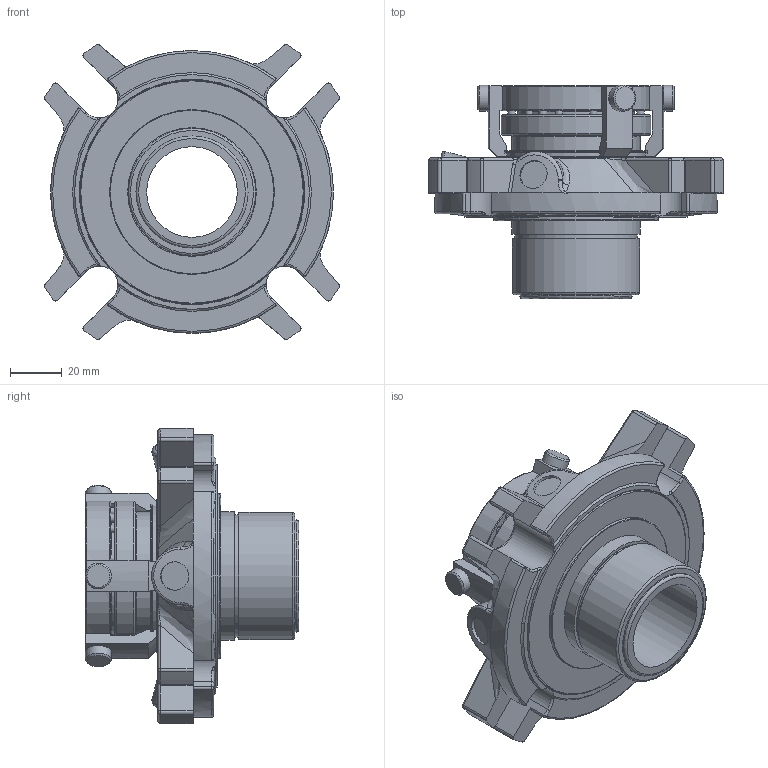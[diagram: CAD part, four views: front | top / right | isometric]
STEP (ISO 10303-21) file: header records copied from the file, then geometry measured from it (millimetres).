
FILE_DESCRIPTION(/* description */ ('Unknown'),/* implementation_level */ '2;1');
FILE_NAME(/* name */ '1.375 CDPN A+',/* time_stamp */ '2023-04-17T16:54:59-04:00',/* author */ ('Unknown'),/* organization */ ('Unknown'),/* preprocessor_version */ 'ST-DEVELOPER v18.102',/* originating_system */ 'Solid Edge',/* authorisation */ 'Unknown');
FILE_SCHEMA (('AUTOMOTIVE_DESIGN {1 0 10303 214 3 1 1}'));
Length unit declared in the file: millimetre
Products named in the file (1): 3055474-1.375 CDPN A+
Bounding box: 113.77 x 82.24 x 113.77 mm (x, y, z)
Volume: 251286.7 mm3; surface area: 55387.6 mm2
Topology: 1 solids, 1 shells, 641 faces, 1586 edges, 945 vertices
Faces by surface type: cylinder 220, plane 156, bspline 107, torus 89, sphere 40, cone 29
Full cylindrical faces by diameter (mm): 2.724 x1, 2.87 x8, 3.175 x2, 10 x4, 10.998 x3, 34.925 x1, 43.18 x1, 44.806 x1, 47.193 x1, 48.971 x1, 49.606 x2, 53.924 x1, 55.448 x1, 57.556 x2, 63.5 x1, 85.725 x1, 86.36 x1
Entity records: 19591 total; most frequent: CARTESIAN_POINT 5558, DIRECTION 2929, ORIENTED_EDGE 2888, EDGE_CURVE 1444, AXIS2_PLACEMENT_3D 1226, VERTEX_POINT 900, EDGE_LOOP 758, FACE_BOUND 758
